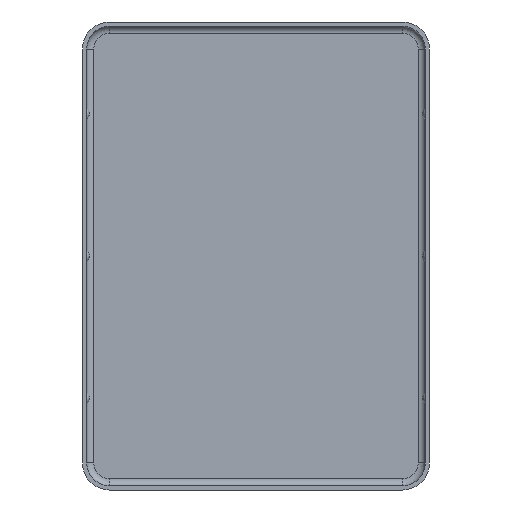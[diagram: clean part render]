
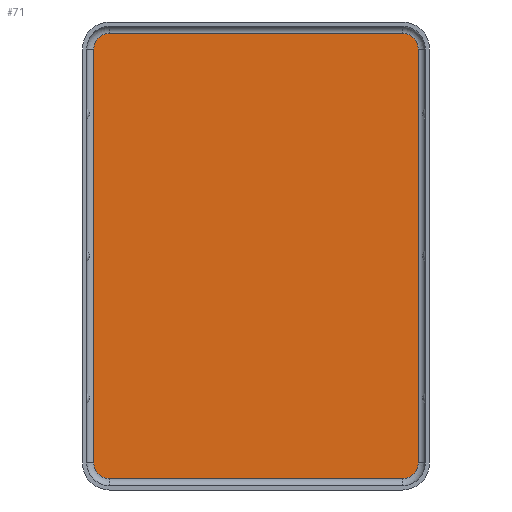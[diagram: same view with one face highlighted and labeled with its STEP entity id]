
A CAD part, front view. The second image highlights one B-rep face of the part: STEP entity #71.
In plain terms, the highlighted planar face has unit normal (0, -1, 0).
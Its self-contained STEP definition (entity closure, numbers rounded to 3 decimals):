
#71 = ADVANCED_FACE( 'NONE', ( #182 ), #183, .T. );
#182 = FACE_OUTER_BOUND( '', #343, .T. );
#183 = PLANE( '', #344 );
#343 = EDGE_LOOP( '', ( #498, #499, #500, #501, #502, #503, #504, #505 ) );
#344 = AXIS2_PLACEMENT_3D( '', #506, #507, #508 );
#498 = ORIENTED_EDGE( '', *, *, #870, .F. );
#499 = ORIENTED_EDGE( '', *, *, #871, .F. );
#500 = ORIENTED_EDGE( '', *, *, #872, .F. );
#501 = ORIENTED_EDGE( '', *, *, #873, .T. );
#502 = ORIENTED_EDGE( '', *, *, #874, .T. );
#503 = ORIENTED_EDGE( '', *, *, #875, .F. );
#504 = ORIENTED_EDGE( '', *, *, #876, .T. );
#505 = ORIENTED_EDGE( '', *, *, #877, .T. );
#506 = CARTESIAN_POINT( '', ( 10.3, 0., -14.55 ) );
#507 = DIRECTION( '', ( 0., -1., 0. ) );
#508 = DIRECTION( '', ( 0., 0., -1. ) );
#870 = EDGE_CURVE( 'NONE', #1009, #1010, #1011, .T. );
#871 = EDGE_CURVE( 'NONE', #1012, #1009, #1013, .T. );
#872 = EDGE_CURVE( 'NONE', #1014, #1012, #1015, .T. );
#873 = EDGE_CURVE( 'NONE', #1014, #1016, #1017, .T. );
#874 = EDGE_CURVE( 'NONE', #1016, #1018, #1019, .T. );
#875 = EDGE_CURVE( 'NONE', #1020, #1018, #1021, .T. );
#876 = EDGE_CURVE( 'NONE', #1020, #1022, #1023, .T. );
#877 = EDGE_CURVE( 'NONE', #1022, #1010, #1024, .T. );
#1009 = VERTEX_POINT( 'NONE', #1208 );
#1010 = VERTEX_POINT( 'NONE', #1209 );
#1011 = LINE( '', #1210, #1211 );
#1012 = VERTEX_POINT( 'NONE', #1212 );
#1013 = CIRCLE( '', #1213, 1.1 );
#1014 = VERTEX_POINT( 'NONE', #1214 );
#1015 = LINE( '', #1215, #1216 );
#1016 = VERTEX_POINT( 'NONE', #1217 );
#1017 = CIRCLE( '', #1218, 1.1 );
#1018 = VERTEX_POINT( 'NONE', #1219 );
#1019 = LINE( '', #1220, #1221 );
#1020 = VERTEX_POINT( 'NONE', #1222 );
#1021 = CIRCLE( '', #1223, 1.1 );
#1022 = VERTEX_POINT( 'NONE', #1224 );
#1023 = LINE( '', #1225, #1226 );
#1024 = CIRCLE( '', #1227, 1.1 );
#1208 = CARTESIAN_POINT( '', ( 10.3, 0., -15.65 ) );
#1209 = CARTESIAN_POINT( '', ( -10.3, 0., -15.65 ) );
#1210 = CARTESIAN_POINT( '', ( 10.3, 0., -15.65 ) );
#1211 = VECTOR( '', #1446, 1000. );
#1212 = CARTESIAN_POINT( '', ( 11.4, 0., -14.55 ) );
#1213 = AXIS2_PLACEMENT_3D( '', #1447, #1448, #1449 );
#1214 = CARTESIAN_POINT( '', ( 11.4, 0., 14.55 ) );
#1215 = CARTESIAN_POINT( '', ( 11.4, 0., 0. ) );
#1216 = VECTOR( '', #1450, 1000. );
#1217 = CARTESIAN_POINT( '', ( 10.3, 0., 15.65 ) );
#1218 = AXIS2_PLACEMENT_3D( '', #1451, #1452, #1453 );
#1219 = CARTESIAN_POINT( '', ( -10.3, 0., 15.65 ) );
#1220 = CARTESIAN_POINT( '', ( 10.3, 0., 15.65 ) );
#1221 = VECTOR( '', #1454, 1000. );
#1222 = CARTESIAN_POINT( '', ( -11.4, 0., 14.55 ) );
#1223 = AXIS2_PLACEMENT_3D( '', #1455, #1456, #1457 );
#1224 = CARTESIAN_POINT( '', ( -11.4, 0., -14.55 ) );
#1225 = CARTESIAN_POINT( '', ( -11.4, 0., 0. ) );
#1226 = VECTOR( '', #1458, 1000. );
#1227 = AXIS2_PLACEMENT_3D( '', #1459, #1460, #1461 );
#1446 = DIRECTION( '', ( -1., 0., 0. ) );
#1447 = CARTESIAN_POINT( '', ( 10.3, 0., -14.55 ) );
#1448 = DIRECTION( '', ( 0., 1., 0. ) );
#1449 = DIRECTION( '', ( 0., 0., 1. ) );
#1450 = DIRECTION( '', ( 0., 0., -1. ) );
#1451 = CARTESIAN_POINT( '', ( 10.3, 0., 14.55 ) );
#1452 = DIRECTION( '', ( 0., -1., 0. ) );
#1453 = DIRECTION( '', ( 0., 0., -1. ) );
#1454 = DIRECTION( '', ( -1., 0., 0. ) );
#1455 = CARTESIAN_POINT( '', ( -10.3, 0., 14.55 ) );
#1456 = DIRECTION( '', ( 0., 1., 0. ) );
#1457 = DIRECTION( '', ( 0., 0., -1. ) );
#1458 = DIRECTION( '', ( 0., 0., -1. ) );
#1459 = CARTESIAN_POINT( '', ( -10.3, 0., -14.55 ) );
#1460 = DIRECTION( '', ( 0., -1., 0. ) );
#1461 = DIRECTION( '', ( 0., 0., 1. ) );
